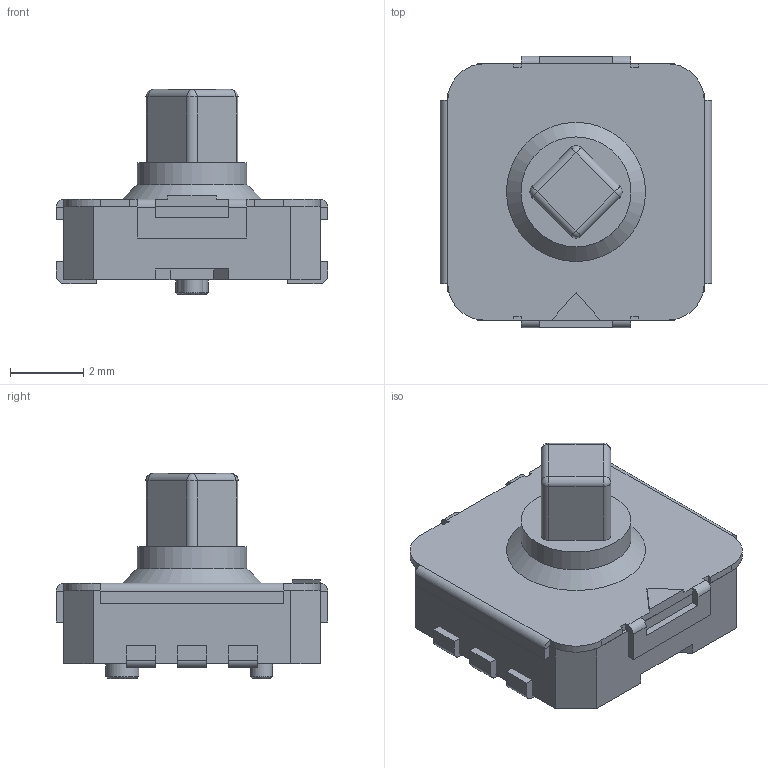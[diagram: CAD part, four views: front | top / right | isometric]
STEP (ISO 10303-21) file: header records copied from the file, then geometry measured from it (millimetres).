
FILE_DESCRIPTION(/* description */ (''),/* implementation_level */ '2;1');
FILE_NAME(/* name */ '',/* time_stamp */ '2023-07-13T10:31:48+08:00',/* author */ (''),/* organization */ (''),/* preprocessor_version */ 'ST-DEVELOPER v19.2',/* originating_system */ 'Autodesk Translation Framework v12.6.0.85',/* authorisation */ '');
FILE_SCHEMA (('AUTOMOTIVE_DESIGN { 1 0 10303 214 3 1 1 }'));
Length unit declared in the file: millimetre
Products named in the file (4): 五向开关; 零部件1; 零部件2; 零部件3
Assembly tree (3 placements, depth 2):
  五向开关
    零部件1
    零部件2
    零部件3
Bounding box: 7.42 x 7.42 x 5.6 mm (x, y, z)
Volume: 125 mm3; surface area: 318.7 mm2
Topology: 8 solids, 8 shells, 159 faces, 374 edges, 231 vertices
Faces by surface type: plane 119, cylinder 33, sphere 4, cone 3
Full cylindrical faces by diameter (mm): 0.6 x1, 0.9 x1, 3 x1
Entity records: 4610 total; most frequent: DIRECTION 775, CARTESIAN_POINT 771, ORIENTED_EDGE 748, EDGE_CURVE 374, LINE 305, VECTOR 305, AXIS2_PLACEMENT_3D 235, VERTEX_POINT 231
